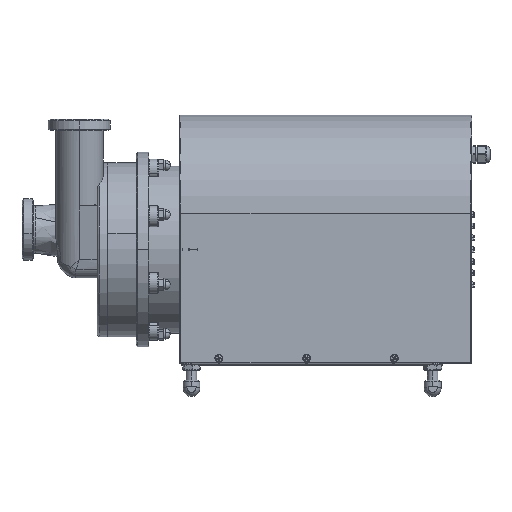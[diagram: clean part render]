
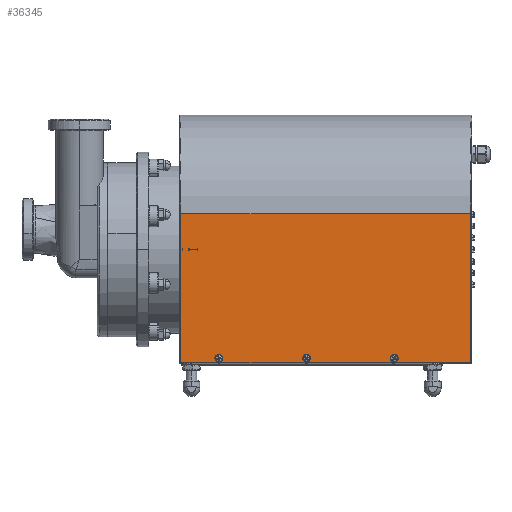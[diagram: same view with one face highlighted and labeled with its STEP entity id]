
A CAD part, top view. The second image highlights one B-rep face of the part: STEP entity #36345.
In plain terms, the highlighted planar face has unit normal (0, 0, 1).
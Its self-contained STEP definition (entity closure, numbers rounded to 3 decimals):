
#21051 = CARTESIAN_POINT ( 'NONE',  ( 298.291, 67.228, 151. ) ) ;
#21052 = LINE ( 'NONE', #21051, #21133 ) ;
#21053 = CIRCLE ( 'NONE', #21107, 3.5 ) ;
#21060 = CARTESIAN_POINT ( 'NONE',  ( -149.709, 67.228, 151. ) ) ;
#21085 = DIRECTION ( 'NONE',  ( 0., -1., 0. ) ) ;
#21086 = VECTOR ( 'NONE', #21085, 1000. ) ;
#21087 = CARTESIAN_POINT ( 'NONE',  ( -149.709, 67.228, 151. ) ) ;
#21088 = LINE ( 'NONE', #21087, #21086 ) ;
#21091 = DIRECTION ( 'NONE',  ( 0., 1., 0. ) ) ;
#21094 = DIRECTION ( 'NONE',  ( 0., 0., -1. ) ) ;
#21095 = CARTESIAN_POINT ( 'NONE',  ( -89.709, -151.272, 151. ) ) ;
#21097 = AXIS2_PLACEMENT_3D ( 'NONE', #21102, #21094, #21091 ) ;
#21099 = CIRCLE ( 'NONE', #21097, 3.5 ) ;
#21100 = DIRECTION ( 'NONE',  ( 0., 1., 0. ) ) ;
#21102 = CARTESIAN_POINT ( 'NONE',  ( -89.709, -154.772, 151. ) ) ;
#21103 = DIRECTION ( 'NONE',  ( 0., 0., -1. ) ) ;
#21104 = DIRECTION ( 'NONE',  ( 0., 1., 0. ) ) ;
#21105 = DIRECTION ( 'NONE',  ( 0., 0., -1. ) ) ;
#21106 = AXIS2_PLACEMENT_3D ( 'NONE', #21108, #21105, #21104 ) ;
#21107 = AXIS2_PLACEMENT_3D ( 'NONE', #21111, #21103, #21100 ) ;
#21108 = CARTESIAN_POINT ( 'NONE',  ( 179.291, -154.772, 151. ) ) ;
#21109 = CIRCLE ( 'NONE', #21106, 3.5 ) ;
#21111 = CARTESIAN_POINT ( 'NONE',  ( -89.709, -154.772, 151. ) ) ;
#21120 = FACE_BOUND ( 'NONE', #36462, .T. ) ;
#21132 = DIRECTION ( 'NONE',  ( -1., 0., 0. ) ) ;
#21133 = VECTOR ( 'NONE', #21132, 1000. ) ;
#21137 = DIRECTION ( 'NONE',  ( 0., -1., 0. ) ) ;
#21138 = VECTOR ( 'NONE', #21137, 1000. ) ;
#21140 = CARTESIAN_POINT ( 'NONE',  ( 298.291, 67.228, 151. ) ) ;
#21141 = LINE ( 'NONE', #21140, #21138 ) ;
#21144 = FACE_OUTER_BOUND ( 'NONE', #36302, .T. ) ;
#21145 = DIRECTION ( 'NONE',  ( 0., 1., 0. ) ) ;
#21146 = DIRECTION ( 'NONE',  ( 0., 0., -1. ) ) ;
#21147 = CARTESIAN_POINT ( 'NONE',  ( 179.291, -154.772, 151. ) ) ;
#21148 = CARTESIAN_POINT ( 'NONE',  ( 44.791, -154.772, 151. ) ) ;
#21149 = CARTESIAN_POINT ( 'NONE',  ( 179.291, -151.272, 151. ) ) ;
#21150 = DIRECTION ( 'NONE',  ( -1., 0., 0. ) ) ;
#21151 = VECTOR ( 'NONE', #21150, 1000. ) ;
#21152 = FACE_BOUND ( 'NONE', #36337, .T. ) ;
#21153 = FACE_BOUND ( 'NONE', #36336, .T. ) ;
#21154 = CARTESIAN_POINT ( 'NONE',  ( 298.291, -161.772, 151. ) ) ;
#21155 = LINE ( 'NONE', #21154, #21151 ) ;
#21156 = AXIS2_PLACEMENT_3D ( 'NONE', #21209, #21208, #21207 ) ;
#21157 = AXIS2_PLACEMENT_3D ( 'NONE', #21147, #21146, #21145 ) ;
#21162 = CIRCLE ( 'NONE', #21157, 3.5 ) ;
#21163 = CARTESIAN_POINT ( 'NONE',  ( 298.291, -161.772, 151. ) ) ;
#21165 = CARTESIAN_POINT ( 'NONE',  ( 44.791, -158.272, 151. ) ) ;
#21173 = CARTESIAN_POINT ( 'NONE',  ( 44.791, -151.272, 151. ) ) ;
#21201 = DIRECTION ( 'NONE',  ( 0., 1., 0. ) ) ;
#21202 = DIRECTION ( 'NONE',  ( 0., 0., -1. ) ) ;
#21203 = AXIS2_PLACEMENT_3D ( 'NONE', #21148, #21202, #21201 ) ;
#21204 = CIRCLE ( 'NONE', #21203, 3.5 ) ;
#21207 = DIRECTION ( 'NONE',  ( 0., 1., 0. ) ) ;
#21208 = DIRECTION ( 'NONE',  ( 0., 0., -1. ) ) ;
#21209 = CARTESIAN_POINT ( 'NONE',  ( 298.291, 67.228, 151. ) ) ;
#21210 = CARTESIAN_POINT ( 'NONE',  ( 179.291, -158.272, 151. ) ) ;
#21212 = PLANE ( 'NONE',  #21156 ) ;
#21843 = DIRECTION ( 'NONE',  ( 0., 1., 0. ) ) ;
#21848 = CARTESIAN_POINT ( 'NONE',  ( 44.791, -154.772, 151. ) ) ;
#21850 = CARTESIAN_POINT ( 'NONE',  ( -89.709, -158.272, 151. ) ) ;
#21851 = CIRCLE ( 'NONE', #21858, 3.5 ) ;
#21853 = CARTESIAN_POINT ( 'NONE',  ( -149.709, -161.772, 151. ) ) ;
#21858 = AXIS2_PLACEMENT_3D ( 'NONE', #21848, #21862, #21843 ) ;
#21862 = DIRECTION ( 'NONE',  ( 0., 0., -1. ) ) ;
#31548 = CARTESIAN_POINT ( 'NONE',  ( 298.291, 67.228, 151. ) ) ;
#36289 = ORIENTED_EDGE ( 'NONE', *, *, #36347, .T. ) ;
#36290 = ORIENTED_EDGE ( 'NONE', *, *, #36341, .T. ) ;
#36291 = EDGE_CURVE ( 'NONE', #36349, #36348, #21109, .T. ) ;
#36292 = EDGE_CURVE ( 'NONE', #36296, #36465, #21053, .T. ) ;
#36293 = VERTEX_POINT ( 'NONE', #21060 ) ;
#36295 = ORIENTED_EDGE ( 'NONE', *, *, #36291, .T. ) ;
#36296 = VERTEX_POINT ( 'NONE', #21095 ) ;
#36297 = ORIENTED_EDGE ( 'NONE', *, *, #36292, .T. ) ;
#36298 = ORIENTED_EDGE ( 'NONE', *, *, #36299, .T. ) ;
#36299 = EDGE_CURVE ( 'NONE', #36465, #36296, #21099, .T. ) ;
#36300 = EDGE_CURVE ( 'NONE', #36293, #36470, #21088, .T. ) ;
#36302 = EDGE_LOOP ( 'NONE', ( #36303, #36304, #36309, #36305 ) ) ;
#36303 = ORIENTED_EDGE ( 'NONE', *, *, #36300, .T. ) ;
#36304 = ORIENTED_EDGE ( 'NONE', *, *, #36340, .F. ) ;
#36305 = ORIENTED_EDGE ( 'NONE', *, *, #36310, .T. ) ;
#36306 = EDGE_CURVE ( 'NONE', #39438, #36338, #21141, .T. ) ;
#36309 = ORIENTED_EDGE ( 'NONE', *, *, #36306, .F. ) ;
#36310 = EDGE_CURVE ( 'NONE', #39438, #36293, #21052, .T. ) ;
#36336 = EDGE_LOOP ( 'NONE', ( #36346, #36289 ) ) ;
#36337 = EDGE_LOOP ( 'NONE', ( #36297, #36298 ) ) ;
#36338 = VERTEX_POINT ( 'NONE', #21163 ) ;
#36340 = EDGE_CURVE ( 'NONE', #36338, #36470, #21155, .T. ) ;
#36341 = EDGE_CURVE ( 'NONE', #36348, #36349, #21162, .T. ) ;
#36343 = VERTEX_POINT ( 'NONE', #21173 ) ;
#36344 = VERTEX_POINT ( 'NONE', #21165 ) ;
#36345 = ADVANCED_FACE ( 'NONE', ( #21153, #21120, #21152, #21144 ), #21212, .F. ) ;
#36346 = ORIENTED_EDGE ( 'NONE', *, *, #36459, .T. ) ;
#36347 = EDGE_CURVE ( 'NONE', #36344, #36343, #21204, .T. ) ;
#36348 = VERTEX_POINT ( 'NONE', #21149 ) ;
#36349 = VERTEX_POINT ( 'NONE', #21210 ) ;
#36459 = EDGE_CURVE ( 'NONE', #36343, #36344, #21851, .T. ) ;
#36462 = EDGE_LOOP ( 'NONE', ( #36290, #36295 ) ) ;
#36465 = VERTEX_POINT ( 'NONE', #21850 ) ;
#36470 = VERTEX_POINT ( 'NONE', #21853 ) ;
#39438 = VERTEX_POINT ( 'NONE', #31548 ) ;
